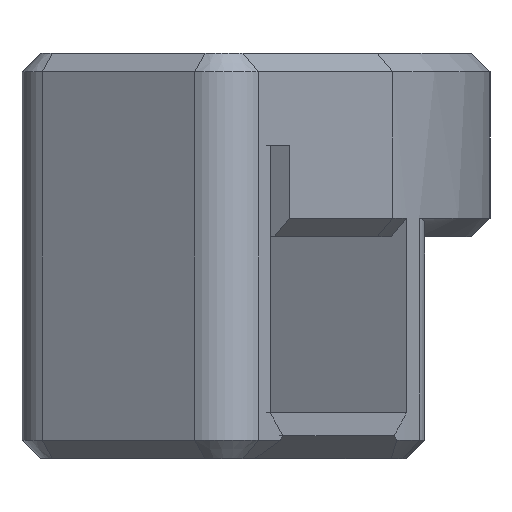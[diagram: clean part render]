
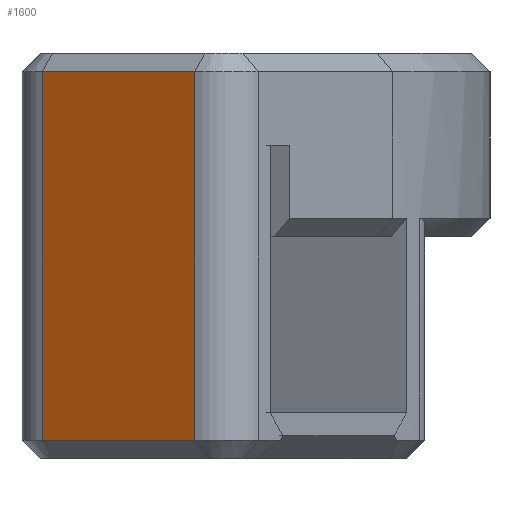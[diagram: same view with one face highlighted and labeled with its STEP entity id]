
A CAD part, front view. The second image highlights one B-rep face of the part: STEP entity #1600.
In plain terms, the highlighted planar face has unit normal (-0.553, -0.833, 0).
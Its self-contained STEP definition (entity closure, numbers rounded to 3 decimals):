
#126=FACE_OUTER_BOUND('',#222,.T.);
#222=EDGE_LOOP('',(#1083,#1084,#1085,#1086));
#318=LINE('',#2362,#492);
#332=LINE('',#2395,#506);
#333=LINE('',#2399,#507);
#334=LINE('',#2400,#508);
#492=VECTOR('',#1876,10.);
#506=VECTOR('',#1902,10.);
#507=VECTOR('',#1907,10.);
#508=VECTOR('',#1908,10.);
#663=VERTEX_POINT('',#2352);
#665=VERTEX_POINT('',#2358);
#679=VERTEX_POINT('',#2394);
#680=VERTEX_POINT('',#2398);
#816=EDGE_CURVE('',#663,#665,#318,.T.);
#832=EDGE_CURVE('',#665,#679,#332,.T.);
#834=EDGE_CURVE('',#680,#663,#333,.T.);
#835=EDGE_CURVE('',#679,#680,#334,.T.);
#1083=ORIENTED_EDGE('',*,*,#816,.F.);
#1084=ORIENTED_EDGE('',*,*,#834,.F.);
#1085=ORIENTED_EDGE('',*,*,#835,.F.);
#1086=ORIENTED_EDGE('',*,*,#832,.F.);
#1537=PLANE('',#1715);
#1600=ADVANCED_FACE('',(#126),#1537,.F.);
#1715=AXIS2_PLACEMENT_3D('',#2397,#1905,#1906);
#1876=DIRECTION('',(-0.833,0.553,0.));
#1902=DIRECTION('',(0.,0.,1.));
#1905=DIRECTION('center_axis',(0.553,0.833,0.));
#1906=DIRECTION('ref_axis',(-0.833,0.553,0.));
#1907=DIRECTION('',(0.,0.,-1.));
#1908=DIRECTION('',(0.833,-0.553,0.));
#2352=CARTESIAN_POINT('',(239.133,144.563,-58.646));
#2358=CARTESIAN_POINT('',(235.801,146.776,-58.646));
#2362=CARTESIAN_POINT('',(239.966,144.009,-58.646));
#2394=CARTESIAN_POINT('',(235.801,146.776,-50.596));
#2395=CARTESIAN_POINT('',(235.801,146.776,-54.196));
#2397=CARTESIAN_POINT('Origin',(239.966,144.009,-54.196));
#2398=CARTESIAN_POINT('',(239.133,144.563,-50.596));
#2399=CARTESIAN_POINT('',(239.133,144.563,-54.196));
#2400=CARTESIAN_POINT('',(231.78,149.447,-50.596));
